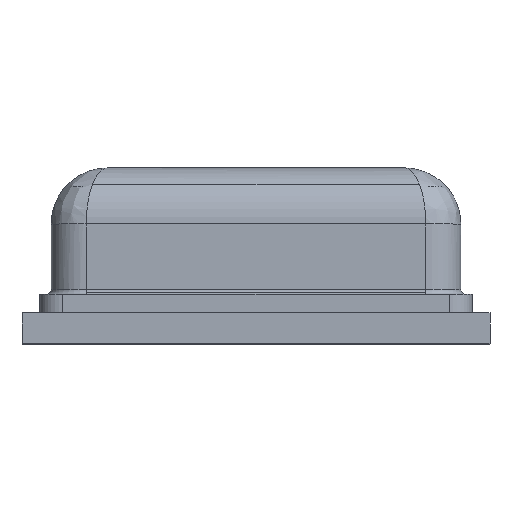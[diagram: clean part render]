
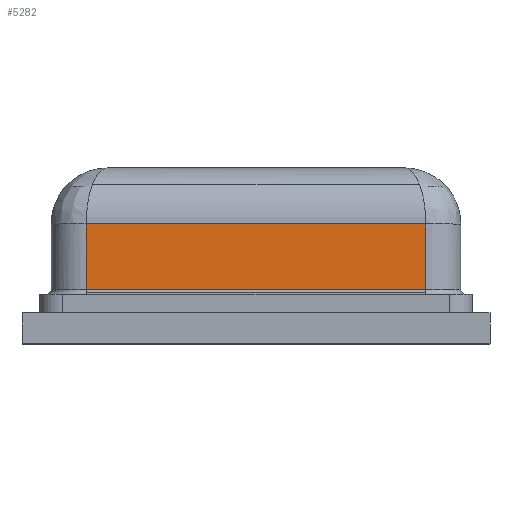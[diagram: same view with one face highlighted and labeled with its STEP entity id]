
A CAD part, top view. The second image highlights one B-rep face of the part: STEP entity #5282.
In plain terms, the highlighted face is planar.
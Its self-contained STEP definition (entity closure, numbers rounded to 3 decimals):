
#291 = CARTESIAN_POINT ( 'NONE',  ( 0.875, 0.725, 0.23 ) ) ;
#546 = ORIENTED_EDGE ( 'NONE', *, *, #8436, .T. ) ;
#1671 = LINE ( 'NONE', #5166, #10555 ) ;
#2231 = CARTESIAN_POINT ( 'NONE',  ( 0.875, 0.725, 0.21 ) ) ;
#2276 = VECTOR ( 'NONE', #3738, 1000. ) ;
#2478 = CARTESIAN_POINT ( 'NONE',  ( 0.875, -0.725, 0.23 ) ) ;
#3069 = CARTESIAN_POINT ( 'NONE',  ( 0.875, -0.725, 0.51 ) ) ;
#3090 = CARTESIAN_POINT ( 'NONE',  ( 0.875, -0.725, 0.21 ) ) ;
#3291 = LINE ( 'NONE', #7437, #6545 ) ;
#3580 = ORIENTED_EDGE ( 'NONE', *, *, #6458, .F. ) ;
#3738 = DIRECTION ( 'NONE',  ( 0., 1., 0. ) ) ;
#3740 = CARTESIAN_POINT ( 'NONE',  ( 0.875, 0.725, 0.51 ) ) ;
#4039 = CARTESIAN_POINT ( 'NONE',  ( 0.875, -0.362, 0.51 ) ) ;
#4302 = AXIS2_PLACEMENT_3D ( 'NONE', #3090, #9144, #9812 ) ;
#4443 = EDGE_CURVE ( 'NONE', #10468, #8885, #1671, .T. ) ;
#5166 = CARTESIAN_POINT ( 'NONE',  ( 0.875, -0.725, 0.21 ) ) ;
#5282 = ADVANCED_FACE ( 'NONE', ( #5665 ), #8032, .T. ) ;
#5665 = FACE_OUTER_BOUND ( 'NONE', #8644, .T. ) ;
#6045 = ORIENTED_EDGE ( 'NONE', *, *, #6187, .F. ) ;
#6187 = EDGE_CURVE ( 'NONE', #10662, #10468, #3291, .T. ) ;
#6305 = DIRECTION ( 'NONE',  ( 0., 0., 1. ) ) ;
#6432 = ORIENTED_EDGE ( 'NONE', *, *, #4443, .F. ) ;
#6458 = EDGE_CURVE ( 'NONE', #8885, #7445, #8831, .T. ) ;
#6545 = VECTOR ( 'NONE', #10901, 1000. ) ;
#7437 = CARTESIAN_POINT ( 'NONE',  ( 0.875, -0.362, 0.23 ) ) ;
#7445 = VERTEX_POINT ( 'NONE', #3740 ) ;
#8032 = PLANE ( 'NONE',  #4302 ) ;
#8359 = DIRECTION ( 'NONE',  ( 0., 0., 1. ) ) ;
#8436 = EDGE_CURVE ( 'NONE', #10662, #7445, #9043, .T. ) ;
#8644 = EDGE_LOOP ( 'NONE', ( #6045, #546, #3580, #6432 ) ) ;
#8831 = LINE ( 'NONE', #4039, #2276 ) ;
#8885 = VERTEX_POINT ( 'NONE', #3069 ) ;
#9043 = LINE ( 'NONE', #2231, #10067 ) ;
#9144 = DIRECTION ( 'NONE',  ( 1., 0., 0. ) ) ;
#9812 = DIRECTION ( 'NONE',  ( 0., -1., 0. ) ) ;
#10067 = VECTOR ( 'NONE', #6305, 1000. ) ;
#10468 = VERTEX_POINT ( 'NONE', #2478 ) ;
#10555 = VECTOR ( 'NONE', #8359, 1000. ) ;
#10662 = VERTEX_POINT ( 'NONE', #291 ) ;
#10901 = DIRECTION ( 'NONE',  ( 0., -1., 0. ) ) ;
